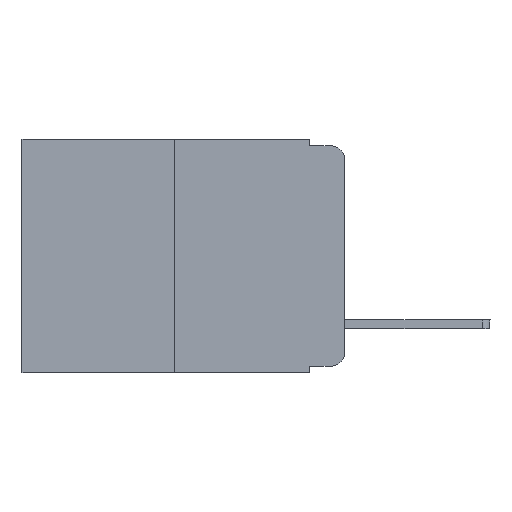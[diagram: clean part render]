
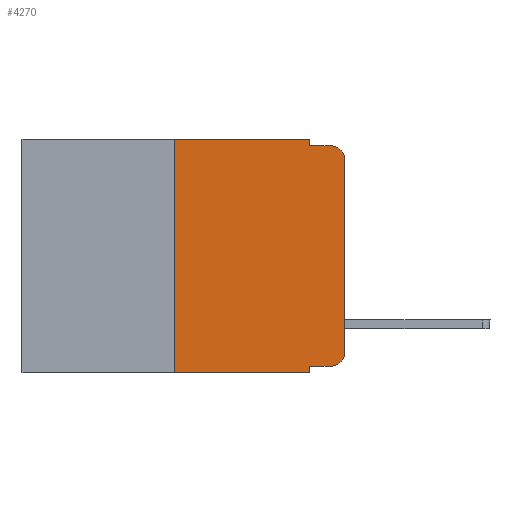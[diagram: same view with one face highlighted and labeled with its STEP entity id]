
A CAD part, left-side view. The second image highlights one B-rep face of the part: STEP entity #4270.
In plain terms, the highlighted planar face has unit normal (-1, 0, 0).
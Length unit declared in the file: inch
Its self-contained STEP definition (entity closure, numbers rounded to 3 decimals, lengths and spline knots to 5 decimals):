
#41 = CARTESIAN_POINT ( 'NONE',  ( 0., 0.25, 0. ) ) ;
#306 = CARTESIAN_POINT ( 'NONE',  ( 0., 0.051, 0. ) ) ;
#613 = DIRECTION ( 'NONE',  ( 0., -1., 0. ) ) ;
#851 = DIRECTION ( 'NONE',  ( -1., 0., 0. ) ) ;
#966 = CARTESIAN_POINT ( 'NONE',  ( 0., 0.02, -0.313 ) ) ;
#1180 = DIRECTION ( 'NONE',  ( 0., -1., 0. ) ) ;
#1400 = FACE_OUTER_BOUND ( 'NONE', #16222, .T. ) ;
#1502 = DIRECTION ( 'NONE',  ( 0., 0., -1. ) ) ;
#1895 = ORIENTED_EDGE ( 'NONE', *, *, #14319, .F. ) ;
#1909 = CARTESIAN_POINT ( 'NONE',  ( 0., 0.25, 0. ) ) ;
#2263 = VERTEX_POINT ( 'NONE', #13332 ) ;
#2721 = VECTOR ( 'NONE', #1180, 39.37008 ) ;
#2860 = CARTESIAN_POINT ( 'NONE',  ( 0., 0.02, -0.01 ) ) ;
#3456 = CIRCLE ( 'NONE', #4165, 0.02 ) ;
#3597 = LINE ( 'NONE', #8658, #8897 ) ;
#3789 = LINE ( 'NONE', #13787, #11707 ) ;
#4165 = AXIS2_PLACEMENT_3D ( 'NONE', #966, #9222, #16291 ) ;
#4270 = ADVANCED_FACE ( 'NONE', ( #1400 ), #16511, .F. ) ;
#4905 = CARTESIAN_POINT ( 'NONE',  ( 0., 0., -0.313 ) ) ;
#5278 = VERTEX_POINT ( 'NONE', #17207 ) ;
#5549 = CARTESIAN_POINT ( 'NONE',  ( 0., 0.02, -0.333 ) ) ;
#5714 = VERTEX_POINT ( 'NONE', #11876 ) ;
#5904 = LINE ( 'NONE', #9305, #20087 ) ;
#5934 = DIRECTION ( 'NONE',  ( 0., 0., -1. ) ) ;
#6400 = ORIENTED_EDGE ( 'NONE', *, *, #14962, .T. ) ;
#7467 = LINE ( 'NONE', #306, #12217 ) ;
#7554 = ORIENTED_EDGE ( 'NONE', *, *, #18087, .F. ) ;
#7694 = LINE ( 'NONE', #16286, #2721 ) ;
#7934 = ORIENTED_EDGE ( 'NONE', *, *, #19305, .T. ) ;
#7947 = CIRCLE ( 'NONE', #13892, 0.02 ) ;
#8658 = CARTESIAN_POINT ( 'NONE',  ( 0., 0., 0. ) ) ;
#8897 = VECTOR ( 'NONE', #12166, 39.37008 ) ;
#8996 = ORIENTED_EDGE ( 'NONE', *, *, #12674, .T. ) ;
#9222 = DIRECTION ( 'NONE',  ( -1., 0., 0. ) ) ;
#9305 = CARTESIAN_POINT ( 'NONE',  ( 0., 0.051, 0. ) ) ;
#9698 = VECTOR ( 'NONE', #613, 39.37008 ) ;
#9971 = EDGE_CURVE ( 'NONE', #5278, #17161, #5904, .T. ) ;
#10259 = DIRECTION ( 'NONE',  ( 0., 0., 1. ) ) ;
#10489 = DIRECTION ( 'NONE',  ( 0., -1., 0. ) ) ;
#10809 = VERTEX_POINT ( 'NONE', #16514 ) ;
#10987 = ORIENTED_EDGE ( 'NONE', *, *, #16595, .F. ) ;
#11371 = VERTEX_POINT ( 'NONE', #4905 ) ;
#11707 = VECTOR ( 'NONE', #10489, 39.37008 ) ;
#11806 = AXIS2_PLACEMENT_3D ( 'NONE', #19785, #16615, #1502 ) ;
#11876 = CARTESIAN_POINT ( 'NONE',  ( 0., 0., -0.03 ) ) ;
#12166 = DIRECTION ( 'NONE',  ( 0., 0., 1. ) ) ;
#12196 = DIRECTION ( 'NONE',  ( 0., 0., -1. ) ) ;
#12217 = VECTOR ( 'NONE', #12196, 39.37008 ) ;
#12486 = ORIENTED_EDGE ( 'NONE', *, *, #13242, .T. ) ;
#12674 = EDGE_CURVE ( 'NONE', #11371, #5714, #3597, .T. ) ;
#13242 = EDGE_CURVE ( 'NONE', #10809, #21571, #3789, .T. ) ;
#13332 = CARTESIAN_POINT ( 'NONE',  ( 0., 0.25, -0.343 ) ) ;
#13787 = CARTESIAN_POINT ( 'NONE',  ( 0., 0.051, -0.333 ) ) ;
#13892 = AXIS2_PLACEMENT_3D ( 'NONE', #14062, #851, #5934 ) ;
#14062 = CARTESIAN_POINT ( 'NONE',  ( 0., 0.02, -0.03 ) ) ;
#14319 = EDGE_CURVE ( 'NONE', #2263, #19955, #20734, .T. ) ;
#14540 = CARTESIAN_POINT ( 'NONE',  ( 0., 0.051, -0.01 ) ) ;
#14962 = EDGE_CURVE ( 'NONE', #2263, #19475, #17873, .T. ) ;
#15281 = EDGE_CURVE ( 'NONE', #5714, #15493, #7947, .T. ) ;
#15493 = VERTEX_POINT ( 'NONE', #2860 ) ;
#15809 = LINE ( 'NONE', #15919, #9698 ) ;
#15919 = CARTESIAN_POINT ( 'NONE',  ( 0., 0.051, -0.01 ) ) ;
#16038 = DIRECTION ( 'NONE',  ( 0., 0., -1. ) ) ;
#16212 = CARTESIAN_POINT ( 'NONE',  ( 0., 0.473, -0.343 ) ) ;
#16222 = EDGE_LOOP ( 'NONE', ( #8996, #20780, #10987, #17498, #7554, #1895, #6400, #20538, #12486, #7934 ) ) ;
#16286 = CARTESIAN_POINT ( 'NONE',  ( 0., 0.473, 0. ) ) ;
#16291 = DIRECTION ( 'NONE',  ( 0., 0., -1. ) ) ;
#16511 = PLANE ( 'NONE',  #11806 ) ;
#16514 = CARTESIAN_POINT ( 'NONE',  ( 0., 0.051, -0.333 ) ) ;
#16595 = EDGE_CURVE ( 'NONE', #17161, #15493, #15809, .T. ) ;
#16615 = DIRECTION ( 'NONE',  ( 1., 0., 0. ) ) ;
#17161 = VERTEX_POINT ( 'NONE', #14540 ) ;
#17207 = CARTESIAN_POINT ( 'NONE',  ( 0., 0.051, 0. ) ) ;
#17498 = ORIENTED_EDGE ( 'NONE', *, *, #9971, .F. ) ;
#17873 = LINE ( 'NONE', #16212, #21275 ) ;
#18087 = EDGE_CURVE ( 'NONE', #19955, #5278, #7694, .T. ) ;
#18105 = VECTOR ( 'NONE', #10259, 39.37008 ) ;
#19221 = EDGE_CURVE ( 'NONE', #10809, #19475, #7467, .T. ) ;
#19305 = EDGE_CURVE ( 'NONE', #21571, #11371, #3456, .T. ) ;
#19475 = VERTEX_POINT ( 'NONE', #19894 ) ;
#19785 = CARTESIAN_POINT ( 'NONE',  ( 0., 0.473, 0. ) ) ;
#19894 = CARTESIAN_POINT ( 'NONE',  ( 0., 0.051, -0.343 ) ) ;
#19955 = VERTEX_POINT ( 'NONE', #41 ) ;
#20087 = VECTOR ( 'NONE', #16038, 39.37008 ) ;
#20538 = ORIENTED_EDGE ( 'NONE', *, *, #19221, .F. ) ;
#20734 = LINE ( 'NONE', #1909, #18105 ) ;
#20780 = ORIENTED_EDGE ( 'NONE', *, *, #15281, .T. ) ;
#21252 = DIRECTION ( 'NONE',  ( 0., -1., 0. ) ) ;
#21275 = VECTOR ( 'NONE', #21252, 39.37008 ) ;
#21571 = VERTEX_POINT ( 'NONE', #5549 ) ;
